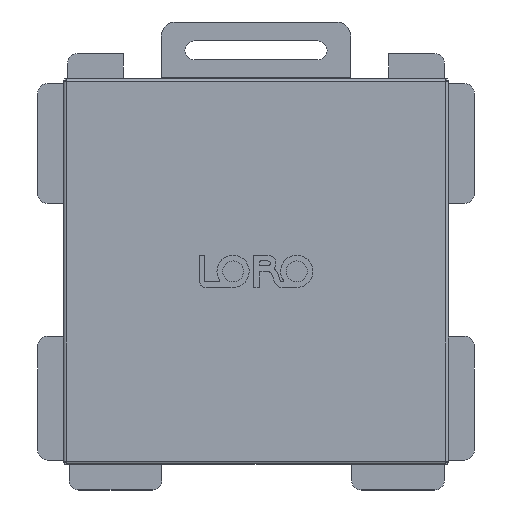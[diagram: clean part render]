
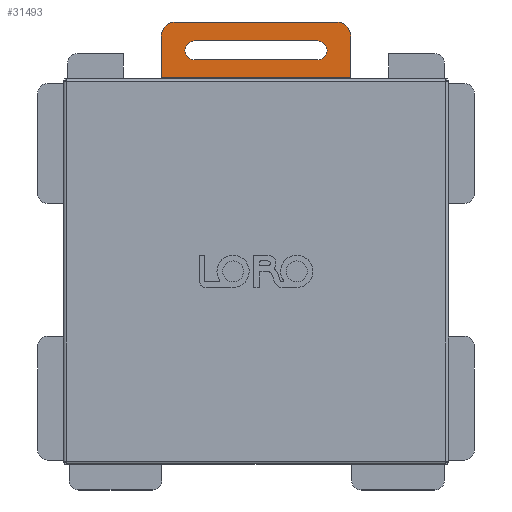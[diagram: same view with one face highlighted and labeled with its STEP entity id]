
A CAD part, top view. The second image highlights one B-rep face of the part: STEP entity #31493.
In plain terms, the highlighted planar face has unit normal (0, 0, 1).
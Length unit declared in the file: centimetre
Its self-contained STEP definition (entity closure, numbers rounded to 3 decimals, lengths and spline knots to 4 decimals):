
#34=FACE_BOUND('',#4081,.T.);
#916=PLANE('',#33333);
#2442=FACE_OUTER_BOUND('',#4080,.T.);
#4080=EDGE_LOOP('',(#23952,#23953,#23954,#23955,#23956,#23957));
#4081=EDGE_LOOP('',(#23958,#23959,#23960,#23961));
#6003=CIRCLE('',#33334,15.);
#6004=CIRCLE('',#33335,15.);
#6005=CIRCLE('',#33336,10.);
#6006=CIRCLE('',#33337,10.);
#7069=LINE('',#45053,#11181);
#7076=LINE('',#45081,#11188);
#7077=LINE('',#45083,#11189);
#7078=LINE('',#45086,#11190);
#7079=LINE('',#45091,#11191);
#7080=LINE('',#45094,#11192);
#11181=VECTOR('',#36872,10.);
#11188=VECTOR('',#36897,2.16);
#11189=VECTOR('',#36898,2.16);
#11190=VECTOR('',#36901,10.);
#11191=VECTOR('',#36904,10.);
#11192=VECTOR('',#36907,10.);
#15063=VERTEX_POINT('',#45051);
#15064=VERTEX_POINT('',#45052);
#15075=VERTEX_POINT('',#45078);
#15076=VERTEX_POINT('',#45079);
#15077=VERTEX_POINT('',#45082);
#15078=VERTEX_POINT('',#45084);
#15079=VERTEX_POINT('',#45087);
#15080=VERTEX_POINT('',#45088);
#15081=VERTEX_POINT('',#45090);
#15082=VERTEX_POINT('',#45092);
#18390=EDGE_CURVE('',#15063,#15064,#7069,.T.);
#18403=EDGE_CURVE('',#15075,#15076,#6003,.T.);
#18404=EDGE_CURVE('',#15076,#15063,#7076,.T.);
#18405=EDGE_CURVE('',#15077,#15064,#7077,.T.);
#18406=EDGE_CURVE('',#15077,#15078,#6004,.T.);
#18407=EDGE_CURVE('',#15078,#15075,#7078,.T.);
#18408=EDGE_CURVE('',#15079,#15080,#6005,.T.);
#18409=EDGE_CURVE('',#15080,#15081,#7079,.T.);
#18410=EDGE_CURVE('',#15081,#15082,#6006,.T.);
#18411=EDGE_CURVE('',#15082,#15079,#7080,.T.);
#23952=ORIENTED_EDGE('',*,*,#18403,.T.);
#23953=ORIENTED_EDGE('',*,*,#18404,.T.);
#23954=ORIENTED_EDGE('',*,*,#18390,.T.);
#23955=ORIENTED_EDGE('',*,*,#18405,.F.);
#23956=ORIENTED_EDGE('',*,*,#18406,.T.);
#23957=ORIENTED_EDGE('',*,*,#18407,.T.);
#23958=ORIENTED_EDGE('',*,*,#18408,.T.);
#23959=ORIENTED_EDGE('',*,*,#18409,.T.);
#23960=ORIENTED_EDGE('',*,*,#18410,.T.);
#23961=ORIENTED_EDGE('',*,*,#18411,.T.);
#31493=ADVANCED_FACE('',(#2442,#34),#916,.F.);
#33333=AXIS2_PLACEMENT_3D('',#45077,#36893,#36894);
#33334=AXIS2_PLACEMENT_3D('',#45080,#36895,#36896);
#33335=AXIS2_PLACEMENT_3D('',#45085,#36899,#36900);
#33336=AXIS2_PLACEMENT_3D('',#45089,#36902,#36903);
#33337=AXIS2_PLACEMENT_3D('',#45093,#36905,#36906);
#36872=DIRECTION('',(1.,0.,0.));
#36893=DIRECTION('center_axis',(0.,0.,
-1.));
#36894=DIRECTION('ref_axis',(1.,0.,0.));
#36895=DIRECTION('center_axis',(0.,0.,
1.));
#36896=DIRECTION('ref_axis',(0.,-1.,0.));
#36897=DIRECTION('',(0.,-1.,0.));
#36898=DIRECTION('',(0.,-1.,0.));
#36899=DIRECTION('center_axis',(0.,0.,
1.));
#36900=DIRECTION('ref_axis',(1.,0.,0.));
#36901=DIRECTION('',(-1.,0.,0.));
#36902=DIRECTION('center_axis',(0.,0.,
-1.));
#36903=DIRECTION('ref_axis',(0.,-1.,0.));
#36904=DIRECTION('',(-1.,0.,0.));
#36905=DIRECTION('center_axis',(0.,0.,
-1.));
#36906=DIRECTION('ref_axis',(0.,1.,0.));
#36907=DIRECTION('',(1.,0.,0.));
#45051=CARTESIAN_POINT('',(-100.,202.5,233.));
#45052=CARTESIAN_POINT('',(100.,202.5,233.));
#45053=CARTESIAN_POINT('',(0.,202.5,233.));
#45077=CARTESIAN_POINT('Origin',(0.,230.0535,
233.));
#45078=CARTESIAN_POINT('',(-85.,261.,233.));
#45079=CARTESIAN_POINT('',(-100.,246.,233.));
#45080=CARTESIAN_POINT('Origin',(-85.,246.,233.));
#45081=CARTESIAN_POINT('',(-100.,195.7142,233.));
#45082=CARTESIAN_POINT('',(100.,246.,233.));
#45083=CARTESIAN_POINT('',(100.,195.7142,233.));
#45084=CARTESIAN_POINT('',(85.,261.,233.));
#45085=CARTESIAN_POINT('Origin',(85.,246.,233.));
#45086=CARTESIAN_POINT('',(100.,261.,233.));
#45087=CARTESIAN_POINT('',(65.,241.,233.));
#45088=CARTESIAN_POINT('',(65.,221.,233.));
#45089=CARTESIAN_POINT('Origin',(65.,231.,233.));
#45090=CARTESIAN_POINT('',(-65.,221.,233.));
#45091=CARTESIAN_POINT('',(32.5,221.,233.));
#45092=CARTESIAN_POINT('',(-65.,241.,233.));
#45093=CARTESIAN_POINT('Origin',(-65.,231.,233.));
#45094=CARTESIAN_POINT('',(-32.5,241.,233.));
